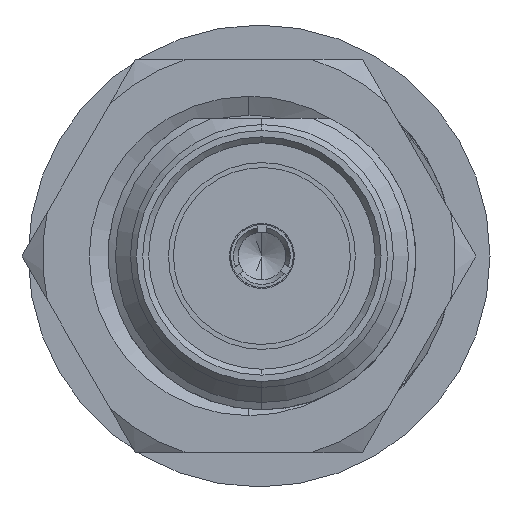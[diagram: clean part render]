
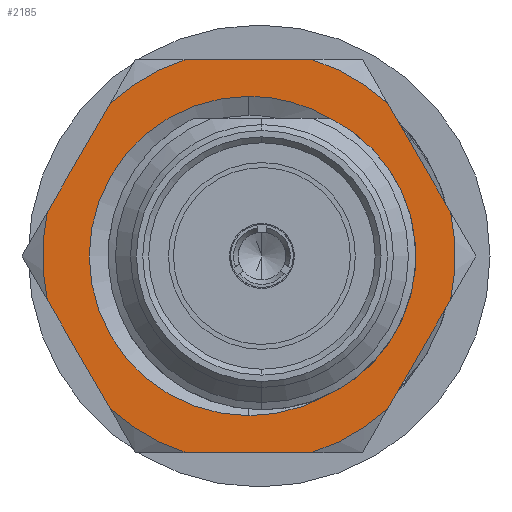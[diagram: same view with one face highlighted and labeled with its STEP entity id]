
A CAD part, left-side view. The second image highlights one B-rep face of the part: STEP entity #2185.
In plain terms, the highlighted planar face has unit normal (-1, 0, 0).
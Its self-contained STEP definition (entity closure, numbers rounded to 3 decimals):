
#431 = VERTEX_POINT ( 'NONE', #2839 ) ;
#432 = VERTEX_POINT ( 'NONE', #2840 ) ;
#435 = VERTEX_POINT ( 'NONE', #2843 ) ;
#1221 = FACE_BOUND ( 'NONE', #5246, .T. ) ;
#1222 = FACE_OUTER_BOUND ( 'NONE', #1707, .T. ) ;
#1707 = EDGE_LOOP ( 'NONE', ( #5453, #5455, #5452, #5454, #5456, #5457, #5458, #5459, #5460, #5461, #5462, #5463 ) ) ;
#1849 = EDGE_CURVE ( 'NONE', #432, #431, #6579, .T. ) ;
#1854 = EDGE_CURVE ( 'NONE', #431, #435, #9440, .T. ) ;
#2185 = ADVANCED_FACE ( 'NONE', ( #1221, #1222 ), #5931, .T. ) ;
#2608 = EDGE_CURVE ( 'NONE', #3861, #3860, #9656, .T. ) ;
#2614 = EDGE_CURVE ( 'NONE', #3865, #3864, #9658, .T. ) ;
#2621 = EDGE_CURVE ( 'NONE', #3869, #3870, #9660, .T. ) ;
#2626 = EDGE_CURVE ( 'NONE', #3873, #3872, #9662, .T. ) ;
#2632 = EDGE_CURVE ( 'NONE', #3877, #3876, #9664, .T. ) ;
#2638 = EDGE_CURVE ( 'NONE', #3881, #3880, #9666, .T. ) ;
#2640 = EDGE_CURVE ( 'NONE', #3881, #3860, #7929, .T. ) ;
#2641 = EDGE_CURVE ( 'NONE', #3882, #432, #7923, .T. ) ;
#2642 = EDGE_CURVE ( 'NONE', #3882, #3883, #9667, .T. ) ;
#2643 = EDGE_CURVE ( 'NONE', #435, #3883, #7932, .T. ) ;
#2644 = EDGE_CURVE ( 'NONE', #3861, #3864, #7925, .T. ) ;
#2645 = EDGE_CURVE ( 'NONE', #3877, #3880, #7935, .T. ) ;
#2646 = EDGE_CURVE ( 'NONE', #3873, #3876, #7937, .T. ) ;
#2647 = EDGE_CURVE ( 'NONE', #3870, #3872, #7940, .T. ) ;
#2648 = EDGE_CURVE ( 'NONE', #3865, #3869, #7942, .T. ) ;
#2839 = CARTESIAN_POINT ( 'NONE',  ( 5.9, 0.264, -3.25 ) ) ;
#2840 = CARTESIAN_POINT ( 'NONE',  ( 5.9, -1.319, -2.838 ) ) ;
#2843 = CARTESIAN_POINT ( 'NONE',  ( 5.9, 0.264, 3.25 ) ) ;
#3324 = CARTESIAN_POINT ( 'NONE',  ( 5.9, 0.264, 0. ) ) ;
#3325 = DIRECTION ( 'NONE',  ( 1., 0., 0. ) ) ;
#3326 = DIRECTION ( 'NONE',  ( 0., 0., -1. ) ) ;
#3342 = CARTESIAN_POINT ( 'NONE',  ( 5.9, 0.264, 0. ) ) ;
#3343 = DIRECTION ( 'NONE',  ( 1., 0., 0. ) ) ;
#3344 = DIRECTION ( 'NONE',  ( 0., 0., -1. ) ) ;
#3860 = VERTEX_POINT ( 'NONE', #8968 ) ;
#3861 = VERTEX_POINT ( 'NONE', #8969 ) ;
#3864 = VERTEX_POINT ( 'NONE', #8972 ) ;
#3865 = VERTEX_POINT ( 'NONE', #8973 ) ;
#3869 = VERTEX_POINT ( 'NONE', #8977 ) ;
#3870 = VERTEX_POINT ( 'NONE', #8978 ) ;
#3872 = VERTEX_POINT ( 'NONE', #8980 ) ;
#3873 = VERTEX_POINT ( 'NONE', #8981 ) ;
#3876 = VERTEX_POINT ( 'NONE', #8984 ) ;
#3877 = VERTEX_POINT ( 'NONE', #8985 ) ;
#3880 = VERTEX_POINT ( 'NONE', #8988 ) ;
#3881 = VERTEX_POINT ( 'NONE', #8989 ) ;
#3882 = VERTEX_POINT ( 'NONE', #8990 ) ;
#3883 = VERTEX_POINT ( 'NONE', #8991 ) ;
#4885 = AXIS2_PLACEMENT_3D ( 'NONE', #5932, #5933, #5934 ) ;
#5246 = EDGE_LOOP ( 'NONE', ( #5447, #5449, #5448, #5451, #5450 ) ) ;
#5447 = ORIENTED_EDGE ( 'NONE', *, *, #2642, .F. ) ;
#5448 = ORIENTED_EDGE ( 'NONE', *, *, #1849, .T. ) ;
#5449 = ORIENTED_EDGE ( 'NONE', *, *, #2641, .T. ) ;
#5450 = ORIENTED_EDGE ( 'NONE', *, *, #2643, .T. ) ;
#5451 = ORIENTED_EDGE ( 'NONE', *, *, #1854, .T. ) ;
#5452 = ORIENTED_EDGE ( 'NONE', *, *, #2640, .F. ) ;
#5453 = ORIENTED_EDGE ( 'NONE', *, *, #2644, .F. ) ;
#5454 = ORIENTED_EDGE ( 'NONE', *, *, #2638, .T. ) ;
#5455 = ORIENTED_EDGE ( 'NONE', *, *, #2608, .T. ) ;
#5456 = ORIENTED_EDGE ( 'NONE', *, *, #2645, .F. ) ;
#5457 = ORIENTED_EDGE ( 'NONE', *, *, #2632, .T. ) ;
#5458 = ORIENTED_EDGE ( 'NONE', *, *, #2646, .F. ) ;
#5459 = ORIENTED_EDGE ( 'NONE', *, *, #2626, .T. ) ;
#5460 = ORIENTED_EDGE ( 'NONE', *, *, #2647, .F. ) ;
#5461 = ORIENTED_EDGE ( 'NONE', *, *, #2621, .F. ) ;
#5462 = ORIENTED_EDGE ( 'NONE', *, *, #2648, .F. ) ;
#5463 = ORIENTED_EDGE ( 'NONE', *, *, #2614, .T. ) ;
#5931 = PLANE ( 'NONE',  #4885 ) ;
#5932 = CARTESIAN_POINT ( 'NONE',  ( 5.9, 4.464, 0. ) ) ;
#5933 = DIRECTION ( 'NONE',  ( -1., 0., 0. ) ) ;
#5934 = DIRECTION ( 'NONE',  ( 0., 0., 1. ) ) ;
#6579 = CIRCLE ( 'NONE', #6583, 3.25 ) ;
#6583 = AXIS2_PLACEMENT_3D ( 'NONE', #3324, #3325, #3326 ) ;
#7919 = VECTOR ( 'NONE', #8074, 1000. ) ;
#7921 = VECTOR ( 'NONE', #8094, 1000. ) ;
#7923 = CIRCLE ( 'NONE', #7936, 3.13 ) ;
#7924 = VECTOR ( 'NONE', #8118, 1000. ) ;
#7925 = CIRCLE ( 'NONE', #7941, 4.2 ) ;
#7927 = VECTOR ( 'NONE', #8134, 1000. ) ;
#7929 = CIRCLE ( 'NONE', #7934, 4.2 ) ;
#7930 = VECTOR ( 'NONE', #8154, 1000. ) ;
#7932 = CIRCLE ( 'NONE', #7939, 3.25 ) ;
#7933 = VECTOR ( 'NONE', #8174, 1000. ) ;
#7934 = AXIS2_PLACEMENT_3D ( 'NONE', #8179, #8180, #8181 ) ;
#7935 = CIRCLE ( 'NONE', #7943, 4.2 ) ;
#7936 = AXIS2_PLACEMENT_3D ( 'NONE', #8182, #8183, #8184 ) ;
#7937 = CIRCLE ( 'NONE', #7944, 4.2 ) ;
#7938 = VECTOR ( 'NONE', #8186, 1000. ) ;
#7939 = AXIS2_PLACEMENT_3D ( 'NONE', #8187, #8188, #8189 ) ;
#7940 = CIRCLE ( 'NONE', #7946, 4.2 ) ;
#7941 = AXIS2_PLACEMENT_3D ( 'NONE', #8190, #8191, #8192 ) ;
#7942 = CIRCLE ( 'NONE', #7947, 4.2 ) ;
#7943 = AXIS2_PLACEMENT_3D ( 'NONE', #8193, #8194, #8195 ) ;
#7944 = AXIS2_PLACEMENT_3D ( 'NONE', #8196, #8197, #8198 ) ;
#7946 = AXIS2_PLACEMENT_3D ( 'NONE', #8199, #8200, #8201 ) ;
#7947 = AXIS2_PLACEMENT_3D ( 'NONE', #8202, #8203, #8204 ) ;
#8073 = CARTESIAN_POINT ( 'NONE',  ( 5.9, 4.883, 0. ) ) ;
#8074 = DIRECTION ( 'NONE',  ( 0., -0.5, -0.866 ) ) ;
#8093 = CARTESIAN_POINT ( 'NONE',  ( 5.9, 2.573, 4. ) ) ;
#8094 = DIRECTION ( 'NONE',  ( 0., 0.5, -0.866 ) ) ;
#8117 = CARTESIAN_POINT ( 'NONE',  ( 5.9, 2.573, 4. ) ) ;
#8118 = DIRECTION ( 'NONE',  ( 0., -1., 0. ) ) ;
#8133 = CARTESIAN_POINT ( 'NONE',  ( 5.9, -4.355, 0. ) ) ;
#8134 = DIRECTION ( 'NONE',  ( 0., 0.5, 0.866 ) ) ;
#8153 = CARTESIAN_POINT ( 'NONE',  ( 5.9, -2.046, -4. ) ) ;
#8154 = DIRECTION ( 'NONE',  ( 0., -0.5, 0.866 ) ) ;
#8173 = CARTESIAN_POINT ( 'NONE',  ( 5.9, 2.573, -4. ) ) ;
#8174 = DIRECTION ( 'NONE',  ( 0., -1., 0. ) ) ;
#8179 = CARTESIAN_POINT ( 'NONE',  ( 5.9, 0.264, 0. ) ) ;
#8180 = DIRECTION ( 'NONE',  ( 1., 0., 0. ) ) ;
#8181 = DIRECTION ( 'NONE',  ( 0., 0., -1. ) ) ;
#8182 = CARTESIAN_POINT ( 'NONE',  ( 5.9, 0., 0. ) ) ;
#8183 = DIRECTION ( 'NONE',  ( 1., 0., 0. ) ) ;
#8184 = DIRECTION ( 'NONE',  ( 0., 0., 1. ) ) ;
#8185 = CARTESIAN_POINT ( 'NONE',  ( 5.9, 4.464, 2.8 ) ) ;
#8186 = DIRECTION ( 'NONE',  ( 0., 1., 0. ) ) ;
#8187 = CARTESIAN_POINT ( 'NONE',  ( 5.9, 0.264, 0. ) ) ;
#8188 = DIRECTION ( 'NONE',  ( 1., 0., 0. ) ) ;
#8189 = DIRECTION ( 'NONE',  ( 0., 0., -1. ) ) ;
#8190 = CARTESIAN_POINT ( 'NONE',  ( 5.9, 0.264, 0. ) ) ;
#8191 = DIRECTION ( 'NONE',  ( 1., 0., 0. ) ) ;
#8192 = DIRECTION ( 'NONE',  ( 0., 0., -1. ) ) ;
#8193 = CARTESIAN_POINT ( 'NONE',  ( 5.9, 0.264, 0. ) ) ;
#8194 = DIRECTION ( 'NONE',  ( 1., 0., 0. ) ) ;
#8195 = DIRECTION ( 'NONE',  ( 0., 0., -1. ) ) ;
#8196 = CARTESIAN_POINT ( 'NONE',  ( 5.9, 0.264, 0. ) ) ;
#8197 = DIRECTION ( 'NONE',  ( 1., 0., 0. ) ) ;
#8198 = DIRECTION ( 'NONE',  ( 0., 0., -1. ) ) ;
#8199 = CARTESIAN_POINT ( 'NONE',  ( 5.9, 0.264, 0. ) ) ;
#8200 = DIRECTION ( 'NONE',  ( 1., 0., 0. ) ) ;
#8201 = DIRECTION ( 'NONE',  ( 0., 0., -1. ) ) ;
#8202 = CARTESIAN_POINT ( 'NONE',  ( 5.9, 0.264, 0. ) ) ;
#8203 = DIRECTION ( 'NONE',  ( 1., 0., 0. ) ) ;
#8204 = DIRECTION ( 'NONE',  ( 0., 0., -1. ) ) ;
#8968 = CARTESIAN_POINT ( 'NONE',  ( 5.9, 3.088, -3.109 ) ) ;
#8969 = CARTESIAN_POINT ( 'NONE',  ( 5.9, 4.368, -0.891 ) ) ;
#8972 = CARTESIAN_POINT ( 'NONE',  ( 5.9, 4.368, 0.891 ) ) ;
#8973 = CARTESIAN_POINT ( 'NONE',  ( 5.9, 3.088, 3.109 ) ) ;
#8977 = CARTESIAN_POINT ( 'NONE',  ( 5.9, 1.544, 4. ) ) ;
#8978 = CARTESIAN_POINT ( 'NONE',  ( 5.9, -1.017, 4. ) ) ;
#8980 = CARTESIAN_POINT ( 'NONE',  ( 5.9, -2.56, 3.109 ) ) ;
#8981 = CARTESIAN_POINT ( 'NONE',  ( 5.9, -3.841, 0.891 ) ) ;
#8984 = CARTESIAN_POINT ( 'NONE',  ( 5.9, -3.841, -0.891 ) ) ;
#8985 = CARTESIAN_POINT ( 'NONE',  ( 5.9, -2.56, -3.109 ) ) ;
#8988 = CARTESIAN_POINT ( 'NONE',  ( 5.9, -1.017, -4. ) ) ;
#8989 = CARTESIAN_POINT ( 'NONE',  ( 5.9, 1.544, -4. ) ) ;
#8990 = CARTESIAN_POINT ( 'NONE',  ( 5.9, -1.399, 2.8 ) ) ;
#8991 = CARTESIAN_POINT ( 'NONE',  ( 5.9, -1.386, 2.8 ) ) ;
#9436 = AXIS2_PLACEMENT_3D ( 'NONE', #3342, #3343, #3344 ) ;
#9440 = CIRCLE ( 'NONE', #9436, 3.25 ) ;
#9656 = LINE ( 'NONE', #8073, #7919 ) ;
#9658 = LINE ( 'NONE', #8093, #7921 ) ;
#9660 = LINE ( 'NONE', #8117, #7924 ) ;
#9662 = LINE ( 'NONE', #8133, #7927 ) ;
#9664 = LINE ( 'NONE', #8153, #7930 ) ;
#9666 = LINE ( 'NONE', #8173, #7933 ) ;
#9667 = LINE ( 'NONE', #8185, #7938 ) ;
